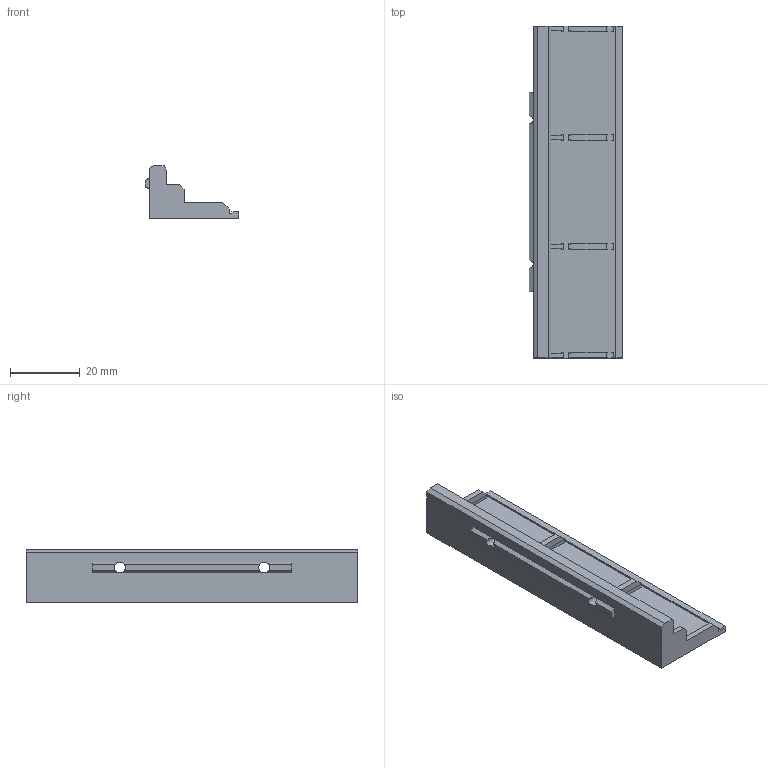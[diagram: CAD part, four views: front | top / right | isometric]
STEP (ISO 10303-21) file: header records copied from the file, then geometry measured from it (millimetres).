
FILE_DESCRIPTION(/* description */ (''),/* implementation_level */ '2;1');
FILE_NAME(/* name */ 'Wago_221-415_tray-3x5.step',/* time_stamp */ '2021-10-21T21:46:32+02:00',/* author */ (''),/* organization */ (''),/* preprocessor_version */ 'ST-DEVELOPER v18.1',/* originating_system */ 'Autodesk Translation Framework v10.10.0.1391',/* authorisation */ '');
FILE_SCHEMA (('AUTOMOTIVE_DESIGN { 1 0 10303 214 3 1 1 }'));
Length unit declared in the file: millimetre
Products named in the file (1): Wago_221-415_tray-3x5
Bounding box: 26.95 x 95.25 x 15.13 mm (x, y, z)
Volume: 10386.9 mm3; surface area: 8927.6 mm2
Topology: 1 solids, 1 shells, 107 faces, 291 edges, 190 vertices
Faces by surface type: plane 103, cylinder 4
Full cylindrical faces by diameter (mm): 3.1 x2, 5.75 x2
Entity records: 3355 total; most frequent: CARTESIAN_POINT 589, ORIENTED_EDGE 582, DIRECTION 525, EDGE_CURVE 291, LINE 273, VECTOR 273, VERTEX_POINT 190, AXIS2_PLACEMENT_3D 126
